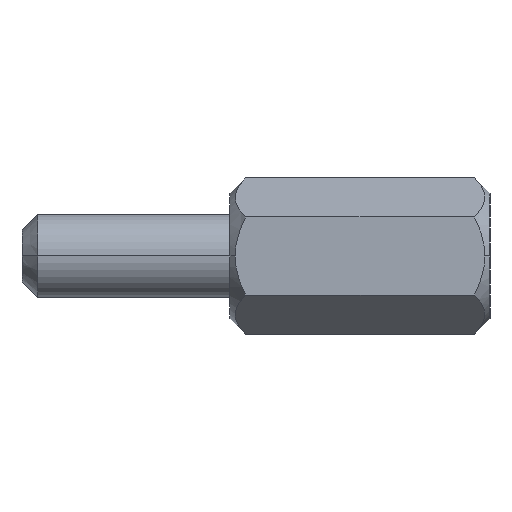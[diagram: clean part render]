
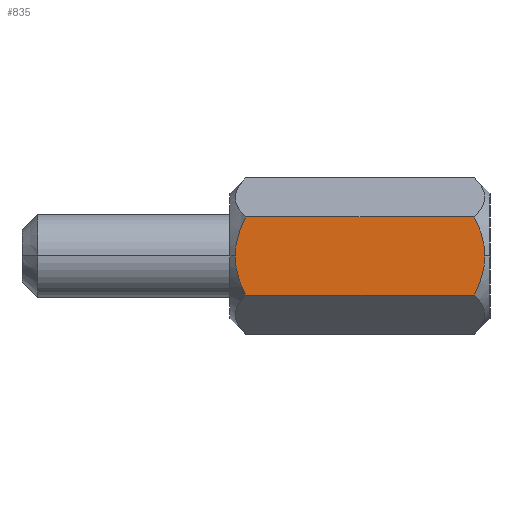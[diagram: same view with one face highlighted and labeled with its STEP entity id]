
A CAD part, front view. The second image highlights one B-rep face of the part: STEP entity #835.
In plain terms, the highlighted face is planar.
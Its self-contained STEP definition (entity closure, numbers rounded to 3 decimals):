
#26 = CARTESIAN_POINT ( 'NONE',  ( 6.5, -3.753, 23.5 ) ) ;
#42 = CARTESIAN_POINT ( 'NONE',  ( 6.5, 3.462, 23.645 ) ) ;
#46 = CARTESIAN_POINT ( 'NONE',  ( 6.5, 3.753, 23.5 ) ) ;
#69 = ORIENTED_EDGE ( 'NONE', *, *, #270, .T. ) ;
#72 = EDGE_CURVE ( 'NONE', #778, #352, #791, .T. ) ;
#90 = CARTESIAN_POINT ( 'NONE',  ( 6.5, 0., 24.506 ) ) ;
#91 = CARTESIAN_POINT ( 'NONE',  ( 6.5, 3.753, 23.5 ) ) ;
#109 = CARTESIAN_POINT ( 'NONE',  ( 6.5, -3.753, 25. ) ) ;
#117 = CARTESIAN_POINT ( 'NONE',  ( 6.5, 0.66, 24.506 ) ) ;
#157 = B_SPLINE_CURVE_WITH_KNOTS ( 'NONE', 3,
 ( #343, #588, #264, #929, #348, #427, #839, #834, #1018, #429 ),
 .UNSPECIFIED., .F., .F.,
 ( 4, 2, 2, 2, 4 ),
 ( 0.005, 0.006, 0.007, 0.008, 0.009 ),
 .UNSPECIFIED. ) ;
#169 = CARTESIAN_POINT ( 'NONE',  ( 6.5, 2.247, 0.865 ) ) ;
#180 = CARTESIAN_POINT ( 'NONE',  ( 6.5, 0., 0.494 ) ) ;
#192 = CARTESIAN_POINT ( 'NONE',  ( 6.5, -1.619, 24.314 ) ) ;
#225 = VERTEX_POINT ( 'NONE', #674 ) ;
#232 = AXIS2_PLACEMENT_3D ( 'NONE', #109, #421, #934 ) ;
#237 = EDGE_CURVE ( 'NONE', #790, #352, #593, .T. ) ;
#246 = ORIENTED_EDGE ( 'NONE', *, *, #662, .T. ) ;
#258 = CARTESIAN_POINT ( 'NONE',  ( 6.5, 0.66, 0.494 ) ) ;
#260 = CARTESIAN_POINT ( 'NONE',  ( 6.5, -3.753, 23.5 ) ) ;
#264 = CARTESIAN_POINT ( 'NONE',  ( 6.5, -3.165, 1.219 ) ) ;
#268 = CARTESIAN_POINT ( 'NONE',  ( 6.5, -3.165, 23.781 ) ) ;
#270 = EDGE_CURVE ( 'NONE', #1019, #815, #993, .T. ) ;
#315 = DIRECTION ( 'NONE',  ( 0., 0., -1. ) ) ;
#341 = B_SPLINE_CURVE_WITH_KNOTS ( 'NONE', 3,
 ( #46, #42, #539, #1017, #523, #862, #117, #610 ),
 .UNSPECIFIED., .F., .F.,
 ( 4, 2, 2, 4 ),
 ( 0.004, 0.005, 0.006, 0.008 ),
 .UNSPECIFIED. ) ;
#342 = CARTESIAN_POINT ( 'NONE',  ( 6.5, 3.166, 1.219 ) ) ;
#343 = CARTESIAN_POINT ( 'NONE',  ( 6.5, -3.753, 1.5 ) ) ;
#348 = CARTESIAN_POINT ( 'NONE',  ( 6.5, -2.245, 0.865 ) ) ;
#352 = VERTEX_POINT ( 'NONE', #869 ) ;
#385 = EDGE_CURVE ( 'NONE', #778, #1019, #341, .T. ) ;
#421 = DIRECTION ( 'NONE',  ( -1., 0., 0. ) ) ;
#427 = CARTESIAN_POINT ( 'NONE',  ( 6.5, -1.619, 0.686 ) ) ;
#429 = CARTESIAN_POINT ( 'NONE',  ( 6.5, 0., 0.494 ) ) ;
#432 = CARTESIAN_POINT ( 'NONE',  ( 6.5, 3.753, 1.5 ) ) ;
#458 = EDGE_LOOP ( 'NONE', ( #892, #484, #69, #246, #919, #701 ) ) ;
#484 = ORIENTED_EDGE ( 'NONE', *, *, #385, .T. ) ;
#503 = CARTESIAN_POINT ( 'NONE',  ( 6.5, -1.302, 24.384 ) ) ;
#519 = CARTESIAN_POINT ( 'NONE',  ( 6.5, -3.462, 23.645 ) ) ;
#523 = CARTESIAN_POINT ( 'NONE',  ( 6.5, 2.247, 24.135 ) ) ;
#539 = CARTESIAN_POINT ( 'NONE',  ( 6.5, 3.166, 23.781 ) ) ;
#573 = CARTESIAN_POINT ( 'NONE',  ( 6.5, 1.303, 0.596 ) ) ;
#588 = CARTESIAN_POINT ( 'NONE',  ( 6.5, -3.462, 1.355 ) ) ;
#593 = B_SPLINE_CURVE_WITH_KNOTS ( 'NONE', 3,
 ( #180, #258, #573, #169, #768, #342, #1005, #432 ),
 .UNSPECIFIED., .F., .F.,
 ( 4, 2, 2, 4 ),
 ( 0.009, 0.01, 0.011, 0.012 ),
 .UNSPECIFIED. ) ;
#599 = CARTESIAN_POINT ( 'NONE',  ( 6.5, -2.245, 24.135 ) ) ;
#610 = CARTESIAN_POINT ( 'NONE',  ( 6.5, 0., 24.506 ) ) ;
#629 = CARTESIAN_POINT ( 'NONE',  ( 6.5, -3.753, 25. ) ) ;
#662 = EDGE_CURVE ( 'NONE', #815, #225, #1003, .T. ) ;
#674 = CARTESIAN_POINT ( 'NONE',  ( 6.5, -3.753, 1.5 ) ) ;
#677 = CARTESIAN_POINT ( 'NONE',  ( 6.5, -0.33, 24.506 ) ) ;
#701 = ORIENTED_EDGE ( 'NONE', *, *, #237, .T. ) ;
#718 = DIRECTION ( 'NONE',  ( 0., 0., -1. ) ) ;
#762 = CARTESIAN_POINT ( 'NONE',  ( 6.5, -2.556, 24.027 ) ) ;
#768 = CARTESIAN_POINT ( 'NONE',  ( 6.5, 2.559, 0.975 ) ) ;
#778 = VERTEX_POINT ( 'NONE', #91 ) ;
#790 = VERTEX_POINT ( 'NONE', #909 ) ;
#791 = LINE ( 'NONE', #907, #999 ) ;
#815 = VERTEX_POINT ( 'NONE', #260 ) ;
#824 = EDGE_CURVE ( 'NONE', #225, #790, #157, .T. ) ;
#834 = CARTESIAN_POINT ( 'NONE',  ( 6.5, -0.658, 0.52 ) ) ;
#835 = ADVANCED_FACE ( 'NONE', ( #902 ), #927, .F. ) ;
#839 = CARTESIAN_POINT ( 'NONE',  ( 6.5, -1.302, 0.616 ) ) ;
#847 = CARTESIAN_POINT ( 'NONE',  ( 6.5, 0., 24.506 ) ) ;
#862 = CARTESIAN_POINT ( 'NONE',  ( 6.5, 1.303, 24.404 ) ) ;
#869 = CARTESIAN_POINT ( 'NONE',  ( 6.5, 3.753, 1.5 ) ) ;
#892 = ORIENTED_EDGE ( 'NONE', *, *, #72, .F. ) ;
#902 = FACE_OUTER_BOUND ( 'NONE', #458, .T. ) ;
#907 = CARTESIAN_POINT ( 'NONE',  ( 6.5, 3.753, 25. ) ) ;
#909 = CARTESIAN_POINT ( 'NONE',  ( 6.5, 0., 0.494 ) ) ;
#919 = ORIENTED_EDGE ( 'NONE', *, *, #824, .T. ) ;
#927 = PLANE ( 'NONE',  #232 ) ;
#929 = CARTESIAN_POINT ( 'NONE',  ( 6.5, -2.556, 0.973 ) ) ;
#934 = DIRECTION ( 'NONE',  ( 0., -1., 0. ) ) ;
#981 = VECTOR ( 'NONE', #718, 1000. ) ;
#993 = B_SPLINE_CURVE_WITH_KNOTS ( 'NONE', 3,
 ( #847, #677, #1014, #503, #192, #599, #762, #268, #519, #26 ),
 .UNSPECIFIED., .F., .F.,
 ( 4, 2, 2, 2, 4 ),
 ( 0.008, 0.009, 0.01, 0.011, 0.012 ),
 .UNSPECIFIED. ) ;
#999 = VECTOR ( 'NONE', #315, 1000. ) ;
#1003 = LINE ( 'NONE', #629, #981 ) ;
#1005 = CARTESIAN_POINT ( 'NONE',  ( 6.5, 3.462, 1.355 ) ) ;
#1014 = CARTESIAN_POINT ( 'NONE',  ( 6.5, -0.658, 24.48 ) ) ;
#1017 = CARTESIAN_POINT ( 'NONE',  ( 6.5, 2.559, 24.025 ) ) ;
#1018 = CARTESIAN_POINT ( 'NONE',  ( 6.5, -0.33, 0.494 ) ) ;
#1019 = VERTEX_POINT ( 'NONE', #90 ) ;
